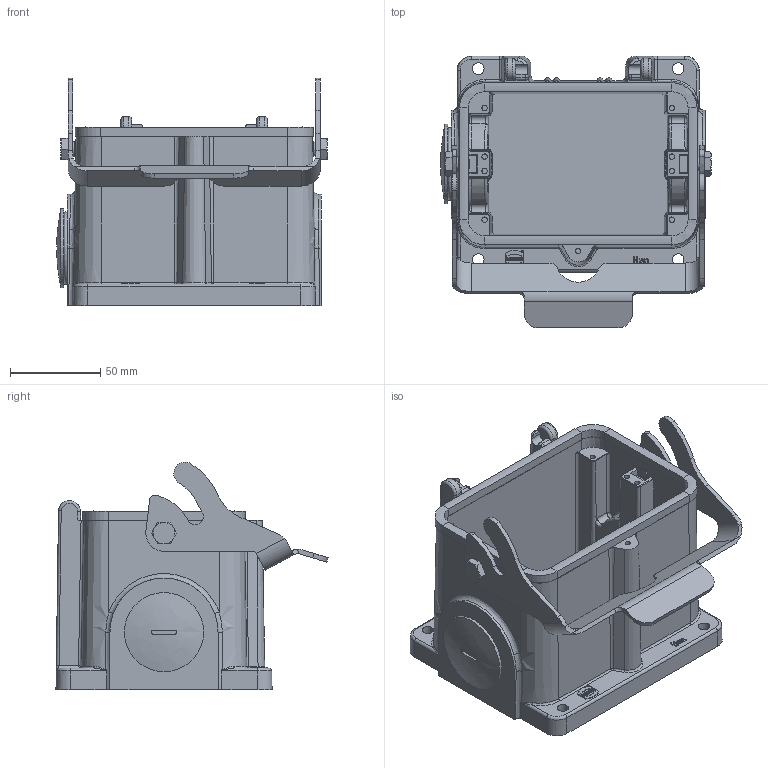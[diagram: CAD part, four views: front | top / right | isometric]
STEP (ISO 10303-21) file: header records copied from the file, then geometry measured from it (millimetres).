
FILE_DESCRIPTION(/* description */ (''),/* implementation_level */ '2;1');
FILE_NAME(/* name */ '100768793ugm000_a.stp',/* time_stamp */ '2018-08-20T09:56:25+02:00',/* author */ (''),/* organization */ (''),/* preprocessor_version */ 'ST-DEVELOPER v16.7',/* originating_system */ 'SIEMENS PLM Software NX 12.0',/* authorisation */ '');
FILE_SCHEMA (('AUTOMOTIVE_DESIGN { 1 0 10303 214 3 1 1 1 }'));
Length unit declared in the file: millimetre
Products named in the file (1): 100768793ugm000_a
Bounding box: 150.47 x 151.08 x 126.36 mm (x, y, z)
Volume: 476976.8 mm3; surface area: 143797.6 mm2
Topology: 2 solids, 3 shells, 733 faces, 2599 edges, 2615 vertices
Faces by surface type: plane 330, cylinder 177, bspline 133, cone 65, torus 25, sphere 3
Full cylindrical faces by diameter (mm): 3 x9, 4.8 x2, 6 x2, 8 x2, 30 x1, 32 x2, 37 x4, 44 x1
Entity records: 43096 total; most frequent: CARTESIAN_POINT 20534, ORIENTED_EDGE 3602, DIRECTION 3375, EDGE_CURVE 1801, VERTEX_POINT 1154, AXIS2_PLACEMENT_3D 1149, LINE 1077, VECTOR 1077
